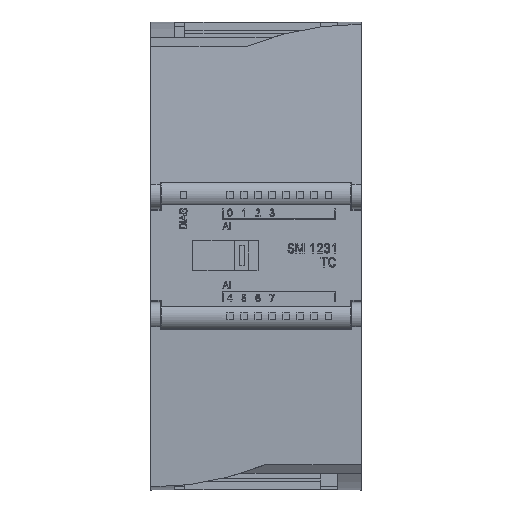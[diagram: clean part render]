
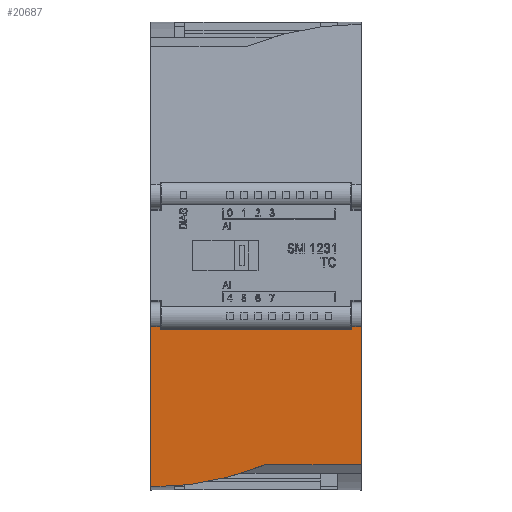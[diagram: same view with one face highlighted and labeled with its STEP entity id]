
A CAD part, top view. The second image highlights one B-rep face of the part: STEP entity #20687.
In plain terms, the highlighted face is planar.
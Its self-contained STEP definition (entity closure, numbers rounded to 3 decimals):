
#262=CIRCLE('',#56565,62.647);
#18631=PLANE('',#56566);
#20687=ADVANCED_FACE('131',(#22946),#18631,.F.);
#22946=FACE_OUTER_BOUND('',#25146,.T.);
#25146=EDGE_LOOP('',(#42028,#42029,#42030,#42031,#42032,#42033,#42034,#42035,
#42036));
#28957=LINE('',#80747,#33775);
#28962=LINE('',#80764,#33780);
#28965=LINE('',#80772,#33783);
#28972=LINE('',#80787,#33790);
#28973=LINE('',#80791,#33791);
#28974=LINE('',#80792,#33792);
#28975=LINE('',#80796,#33793);
#28976=LINE('',#80798,#33794);
#33775=VECTOR('',#63030,1.);
#33780=VECTOR('',#63043,1.);
#33783=VECTOR('',#63050,1.);
#33790=VECTOR('',#63063,1.);
#33791=VECTOR('',#63068,1.);
#33792=VECTOR('',#63069,1.);
#33793=VECTOR('',#63072,1.);
#33794=VECTOR('',#63073,1.);
#42028=ORIENTED_EDGE('',*,*,#52782,.T.);
#42029=ORIENTED_EDGE('',*,*,#52770,.T.);
#42030=ORIENTED_EDGE('',*,*,#52792,.T.);
#42031=ORIENTED_EDGE('',*,*,#52778,.T.);
#42032=ORIENTED_EDGE('',*,*,#52790,.T.);
#42033=ORIENTED_EDGE('',*,*,#52793,.T.);
#42034=ORIENTED_EDGE('',*,*,#52794,.T.);
#42035=ORIENTED_EDGE('',*,*,#52795,.F.);
#42036=ORIENTED_EDGE('',*,*,#52796,.F.);
#48206=VERTEX_POINT('',#80746);
#48207=VERTEX_POINT('',#80748);
#48214=VERTEX_POINT('',#80763);
#48215=VERTEX_POINT('',#80765);
#48218=VERTEX_POINT('',#80773);
#48223=VERTEX_POINT('',#80788);
#48224=VERTEX_POINT('',#80793);
#48225=VERTEX_POINT('',#80795);
#48226=VERTEX_POINT('',#80797);
#52770=EDGE_CURVE('',#48207,#48206,#28957,.T.);
#52778=EDGE_CURVE('',#48215,#48214,#28962,.T.);
#52782=EDGE_CURVE('',#48218,#48207,#28965,.T.);
#52790=EDGE_CURVE('',#48214,#48223,#28972,.T.);
#52792=EDGE_CURVE('',#48206,#48215,#28973,.T.);
#52793=EDGE_CURVE('',#48223,#48224,#28974,.T.);
#52794=EDGE_CURVE('',#48224,#48225,#262,.T.);
#52795=EDGE_CURVE('',#48226,#48225,#28975,.T.);
#52796=EDGE_CURVE('',#48218,#48226,#28976,.T.);
#56565=AXIS2_PLACEMENT_3D('',#80794,#63070,#63071);
#56566=AXIS2_PLACEMENT_3D('',#80799,#63074,#63075);
#63030=DIRECTION('',(0.,-0.071,0.997));
#63043=DIRECTION('',(0.,0.071,-0.997));
#63050=DIRECTION('',(-1.,0.,0.));
#63063=DIRECTION('',(-1.,0.,0.));
#63068=DIRECTION('',(-1.,0.,0.));
#63069=DIRECTION('',(0.,-0.071,0.997));
#63070=DIRECTION('',(0.,0.997,0.071));
#63071=DIRECTION('',(-1.,0.,0.));
#63072=DIRECTION('',(-1.,0.,0.));
#63073=DIRECTION('',(0.,-0.071,0.997));
#63074=DIRECTION('',(0.,-0.997,-0.071));
#63075=DIRECTION('',(0.,0.071,-0.997));
#80746=CARTESIAN_POINT('',(20.5,1.991,2.74));
#80747=CARTESIAN_POINT('',(20.5,2.029,2.214));
#80748=CARTESIAN_POINT('',(20.5,2.029,2.214));
#80763=CARTESIAN_POINT('',(-20.5,2.029,2.214));
#80764=CARTESIAN_POINT('',(-20.5,2.029,2.214));
#80765=CARTESIAN_POINT('',(-20.5,1.991,2.74));
#80772=CARTESIAN_POINT('',(22.5,2.029,2.214));
#80773=CARTESIAN_POINT('',(22.5,2.029,2.214));
#80787=CARTESIAN_POINT('',(22.5,2.029,2.214));
#80788=CARTESIAN_POINT('',(-22.5,2.029,2.214));
#80791=CARTESIAN_POINT('',(22.5,1.991,2.74));
#80792=CARTESIAN_POINT('',(-22.5,2.029,2.214));
#80793=CARTESIAN_POINT('',(-22.5,-0.419,36.456));
#80794=CARTESIAN_POINT('',(-21.962,4.048,-26.029));
#80795=CARTESIAN_POINT('',(1.877,-0.083,31.757));
#80796=CARTESIAN_POINT('',(22.5,-0.083,31.757));
#80797=CARTESIAN_POINT('',(22.5,-0.083,31.757));
#80798=CARTESIAN_POINT('',(22.5,2.029,2.214));
#80799=CARTESIAN_POINT('',(22.5,2.029,2.214));
